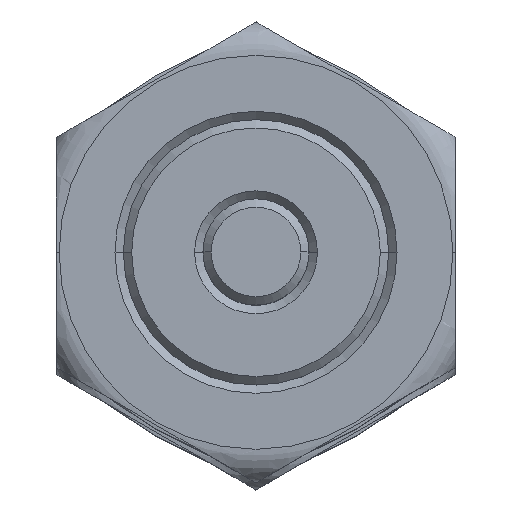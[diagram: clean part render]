
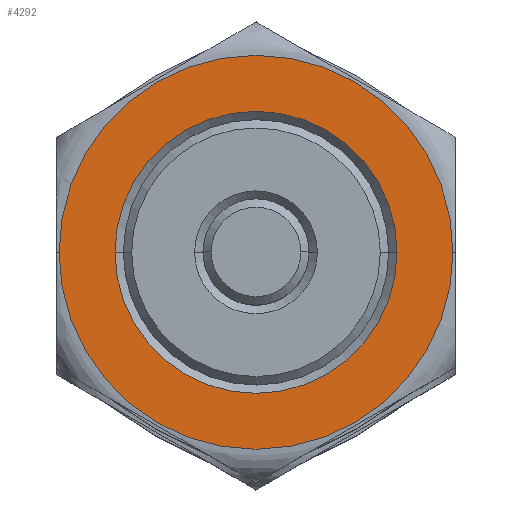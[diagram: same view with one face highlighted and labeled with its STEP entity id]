
A CAD part, top view. The second image highlights one B-rep face of the part: STEP entity #4292.
In plain terms, the highlighted planar face has unit normal (0, 0, 1).
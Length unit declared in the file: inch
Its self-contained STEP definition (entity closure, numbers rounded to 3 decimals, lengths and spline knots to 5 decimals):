
#15 = EDGE_LOOP ( 'NONE', ( #2826, #174 ) ) ;
#151 = AXIS2_PLACEMENT_3D ( 'NONE', #224, #1886, #3530 ) ;
#174 = ORIENTED_EDGE ( 'NONE', *, *, #2758, .T. ) ;
#224 = CARTESIAN_POINT ( 'NONE',  ( 0., 0., 0.19 ) ) ;
#436 = DIRECTION ( 'NONE',  ( 1., 0., 0. ) ) ;
#568 = AXIS2_PLACEMENT_3D ( 'NONE', #4825, #1541, #3573 ) ;
#602 = ORIENTED_EDGE ( 'NONE', *, *, #3302, .F. ) ;
#748 = CIRCLE ( 'NONE', #1178, 0.33219 ) ;
#996 = CARTESIAN_POINT ( 'NONE',  ( 0.47, 0.27135, 0.19 ) ) ;
#1178 = AXIS2_PLACEMENT_3D ( 'NONE', #4613, #2975, #2185 ) ;
#1206 = CARTESIAN_POINT ( 'NONE',  ( -0.46397, 0., 0.19 ) ) ;
#1541 = DIRECTION ( 'NONE',  ( 0., 0., 1. ) ) ;
#1766 = DIRECTION ( 'NONE',  ( 0., 0., 1. ) ) ;
#1774 = CARTESIAN_POINT ( 'NONE',  ( 0.33219, 0., 0.19 ) ) ;
#1869 = FACE_OUTER_BOUND ( 'NONE', #15, .T. ) ;
#1884 = CIRCLE ( 'NONE', #151, 0.46397 ) ;
#1886 = DIRECTION ( 'NONE',  ( 0., 0., 1. ) ) ;
#2090 = VERTEX_POINT ( 'NONE', #1206 ) ;
#2176 = EDGE_LOOP ( 'NONE', ( #4019, #602 ) ) ;
#2185 = DIRECTION ( 'NONE',  ( 1., 0., 0. ) ) ;
#2196 = VERTEX_POINT ( 'NONE', #1774 ) ;
#2507 = CARTESIAN_POINT ( 'NONE',  ( 0., 0., 0.19 ) ) ;
#2511 = EDGE_CURVE ( 'NONE', #2196, #2790, #748, .T. ) ;
#2545 = VERTEX_POINT ( 'NONE', #3875 ) ;
#2623 = PLANE ( 'NONE',  #2908 ) ;
#2652 = FACE_BOUND ( 'NONE', #2176, .T. ) ;
#2758 = EDGE_CURVE ( 'NONE', #2090, #2545, #1884, .T. ) ;
#2790 = VERTEX_POINT ( 'NONE', #4486 ) ;
#2826 = ORIENTED_EDGE ( 'NONE', *, *, #2996, .T. ) ;
#2908 = AXIS2_PLACEMENT_3D ( 'NONE', #996, #3468, #4313 ) ;
#2975 = DIRECTION ( 'NONE',  ( 0., 0., 1. ) ) ;
#2996 = EDGE_CURVE ( 'NONE', #2545, #2090, #3951, .T. ) ;
#3302 = EDGE_CURVE ( 'NONE', #2790, #2196, #4726, .T. ) ;
#3468 = DIRECTION ( 'NONE',  ( 0., 0., -1. ) ) ;
#3530 = DIRECTION ( 'NONE',  ( 1., 0., 0. ) ) ;
#3573 = DIRECTION ( 'NONE',  ( 1., 0., 0. ) ) ;
#3875 = CARTESIAN_POINT ( 'NONE',  ( 0.46397, 0., 0.19 ) ) ;
#3951 = CIRCLE ( 'NONE', #5342, 0.46397 ) ;
#4019 = ORIENTED_EDGE ( 'NONE', *, *, #2511, .F. ) ;
#4292 = ADVANCED_FACE ( 'NONE', ( #2652, #1869 ), #2623, .F. ) ;
#4313 = DIRECTION ( 'NONE',  ( 0., -1., 0. ) ) ;
#4486 = CARTESIAN_POINT ( 'NONE',  ( -0.33219, 0., 0.19 ) ) ;
#4613 = CARTESIAN_POINT ( 'NONE',  ( 0., 0., 0.19 ) ) ;
#4726 = CIRCLE ( 'NONE', #568, 0.33219 ) ;
#4825 = CARTESIAN_POINT ( 'NONE',  ( 0., 0., 0.19 ) ) ;
#5342 = AXIS2_PLACEMENT_3D ( 'NONE', #2507, #1766, #436 ) ;
